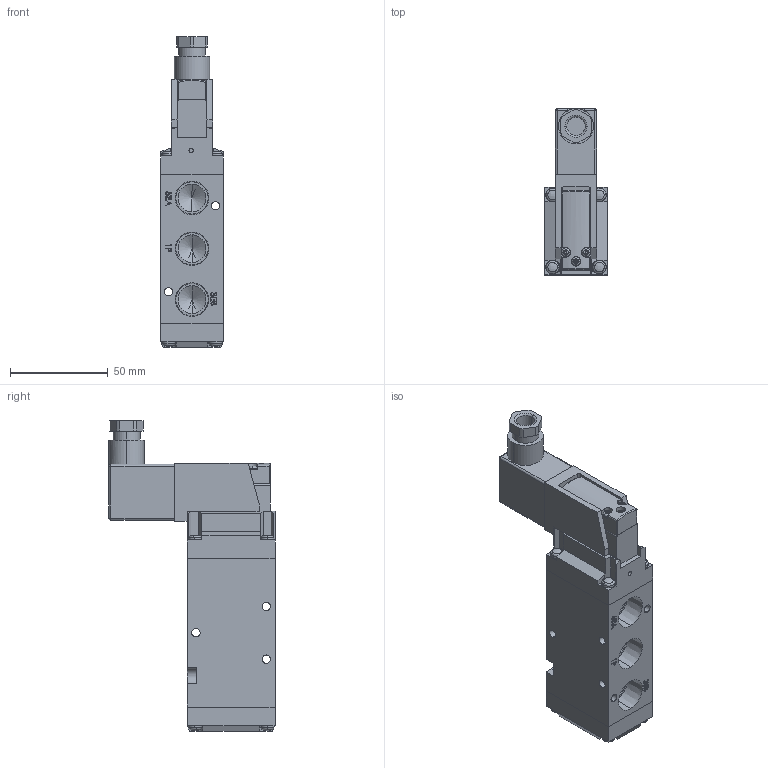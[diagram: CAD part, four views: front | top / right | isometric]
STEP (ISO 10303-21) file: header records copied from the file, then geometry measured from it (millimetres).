
FILE_DESCRIPTION (( 'STEP AP214' ), '1' );
FILE_NAME ('VF5120-3DZ1-03F.step.step', '2018-07-17T11:22:18', ( '' ), ( '' ), 'SwSTEP 2.0', 'SolidWorks 2018', '' );
FILE_SCHEMA (( 'AUTOMOTIVE_DESIGN' ));
Length unit declared in the file: millimetre
Products named in the file (7): VF5120-3DZ1-03F.step_V200 Cover_D; VF5120-3DZ1-03F.step_DIN Connector; VF5120-3DZ1-03F.step; VF5120-3DZ1-03F.step_V200 DIN Conn_D; VF5120-3DZ1-03F.step_V200_V211-D; VF5120-3DZ1-03F.step_VF5 Body_1-2; VF5120-3DZ1-03F.step_V200_1
Assembly tree (6 placements, depth 3):
  VF5120-3DZ1-03F.step
    VF5120-3DZ1-03F.step_VF5 Body_1-2
    VF5120-3DZ1-03F.step_V200_V211-D
      VF5120-3DZ1-03F.step_V200_1
      VF5120-3DZ1-03F.step_V200 Cover_D
      VF5120-3DZ1-03F.step_V200 DIN Conn_D
      VF5120-3DZ1-03F.step_DIN Connector
Bounding box: 32 x 85 x 159.1 mm (x, y, z)
Volume: 181509.3 mm3; surface area: 46901.1 mm2
Topology: 6 solids, 6 shells, 609 faces, 1567 edges, 1004 vertices
Faces by surface type: plane 347, cylinder 105, bspline 82, cone 54, torus 11, sphere 10
Entity records: 26483 total; most frequent: CARTESIAN_POINT 10595, ORIENTED_EDGE 3086, DIRECTION 2721, EDGE_CURVE 1543, LINE 1009, VECTOR 1009, VERTEX_POINT 1004, AXIS2_PLACEMENT_3D 856
